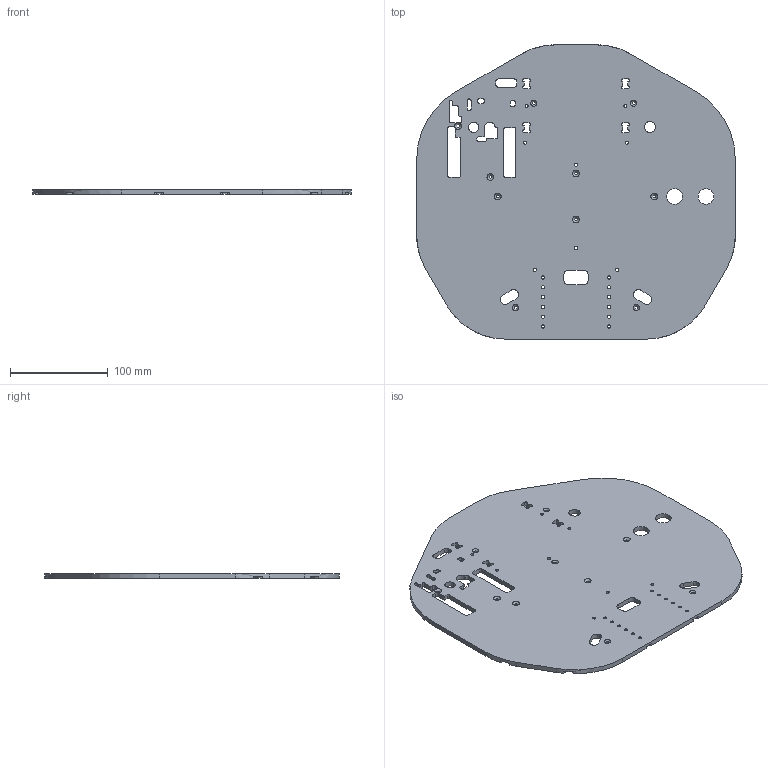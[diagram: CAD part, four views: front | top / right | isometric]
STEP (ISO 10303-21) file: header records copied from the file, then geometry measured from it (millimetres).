
FILE_DESCRIPTION(/* description */ ('Unknown'),/* implementation_level */ '2;1');
FILE_NAME(/* name */ 'Top_plate_v2.1',/* time_stamp */ '2020-03-20T09:26:55+02:00',/* author */ ('Unknown'),/* organization */ ('Unknown'),/* preprocessor_version */ 'ST-DEVELOPER v16.7',/* originating_system */ 'DEX',/* authorisation */ $);
FILE_SCHEMA (('AUTOMOTIVE_DESIGN {1 0 10303 214 3 1 1}'));
Length unit declared in the file: millimetre
Products named in the file (1): Top_plate_v2.1
Bounding box: 325.56 x 300.7 x 5 mm (x, y, z)
Volume: 386931.6 mm3; surface area: 175203.1 mm2
Topology: 1 solids, 1 shells, 417 faces, 1209 edges, 809 vertices
Faces by surface type: cylinder 208, plane 191, cone 18
Full cylindrical faces by diameter (mm): 3.2 x18, 3.3 x12, 10.467 x1, 11.5 x1, 16.1 x2
Entity records: 13619 total; most frequent: DIRECTION 2411, CARTESIAN_POINT 2331, ORIENTED_EDGE 2258, EDGE_CURVE 1129, AXIS2_PLACEMENT_3D 865, VERTEX_POINT 781, LINE 681, VECTOR 681
